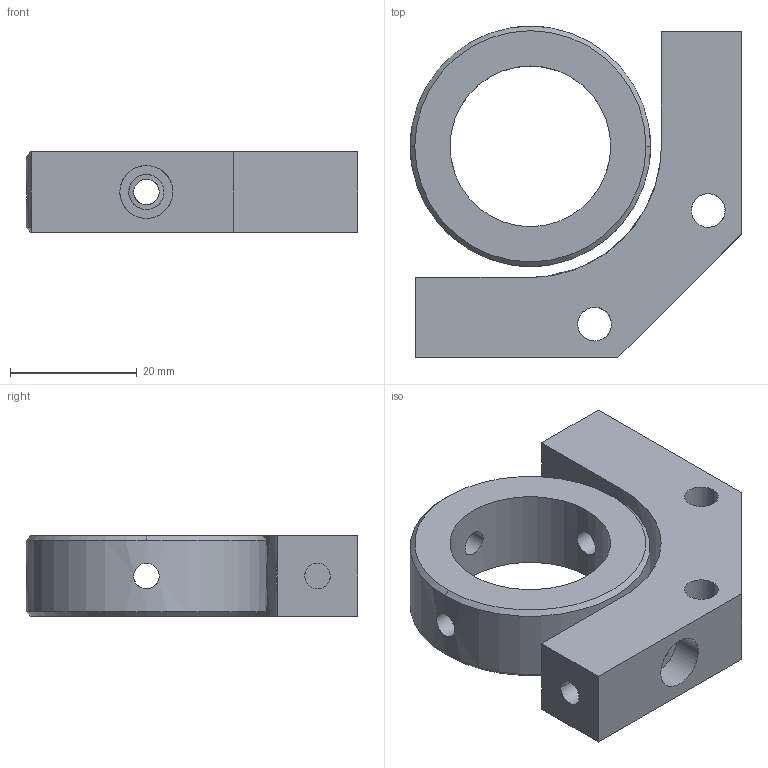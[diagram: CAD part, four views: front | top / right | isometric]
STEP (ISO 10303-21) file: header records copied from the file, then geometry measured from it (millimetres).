
FILE_DESCRIPTION(/* description */ ('Alibre Inc.'),/* implementation_level */ '2;1');
FILE_NAME(/* name */ 'export0',/* time_stamp */ '2015-05-18T12:54:33-07:00',/* author */ (''),/* organization */ (''),/* preprocessor_version */ 'ST-DEVELOPER v14',/* originating_system */ 'Alibre',/* authorisation */ '');
FILE_SCHEMA (('CONFIG_CONTROL_DESIGN'));
Length unit declared in the file: inch
Products named in the file (3): ID_1; ID_2
Bounding box: 52.39 x 52.39 x 12.7 mm (x, y, z)
Volume: 19075.1 mm3; surface area: 9448.5 mm2
Topology: 2 solids, 2 shells, 39 faces, 106 edges, 72 vertices
Faces by surface type: bspline 26, cylinder 7, cone 4, plane 2
Full cylindrical faces by diameter (mm): 4.039 x4, 37.973 x1
Entity records: 2281 total; most frequent: CARTESIAN_POINT 1246, ORIENTED_EDGE 212, EDGE_CURVE 106, VERTEX_POINT 72, B_SPLINE_CURVE_WITH_KNOTS 66, EDGE_LOOP 58, FACE_BOUND 58, DIRECTION 58
